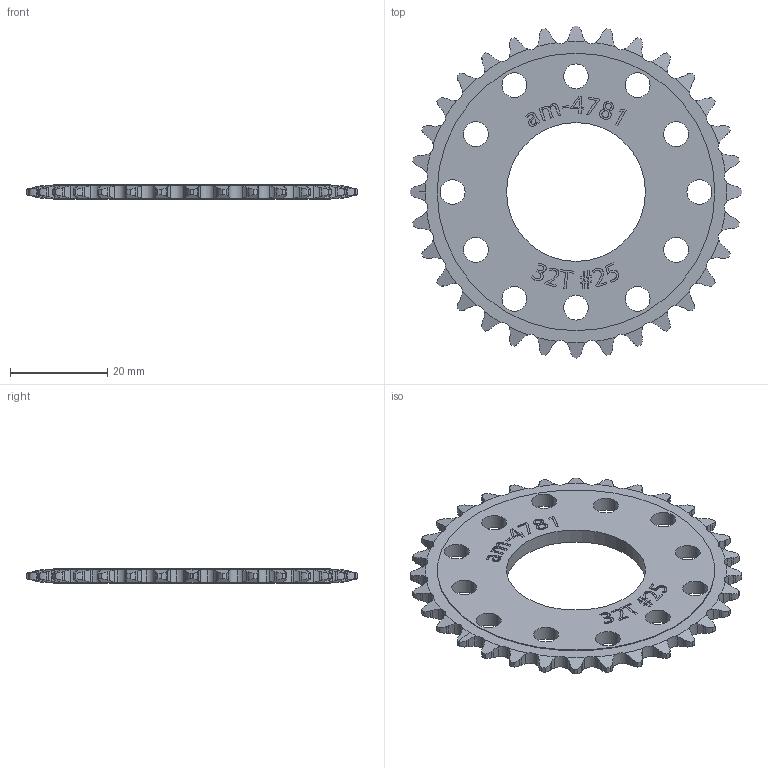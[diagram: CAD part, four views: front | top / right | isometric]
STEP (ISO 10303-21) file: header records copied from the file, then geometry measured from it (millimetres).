
FILE_DESCRIPTION (( 'STEP AP203' ), '1' );
FILE_NAME ('am-4781 32T 25 Chain 1125in Plate.STEP', '2022-08-03T20:10:43', ( '' ), ( '' ), 'SwSTEP 2.0', 'SolidWorks 2022', '' );
FILE_SCHEMA (( 'CONFIG_CONTROL_DESIGN' ));
Length unit declared in the file: inch
Products named in the file (1): am-4781 32T 25 Chain 1125in Plate
Bounding box: 68.35 x 68.35 x 3 mm (x, y, z)
Volume: 6713.1 mm3; surface area: 6321.1 mm2
Topology: 1 solids, 1 shells, 597 faces, 1724 edges, 1149 vertices
Faces by surface type: cylinder 241, plane 215, bspline 75, cone 66
Entity records: 23824 total; most frequent: CARTESIAN_POINT 9302, ORIENTED_EDGE 3448, DIRECTION 2353, EDGE_CURVE 1724, VERTEX_POINT 1149, AXIS2_PLACEMENT_3D 792, LINE 769, VECTOR 769
